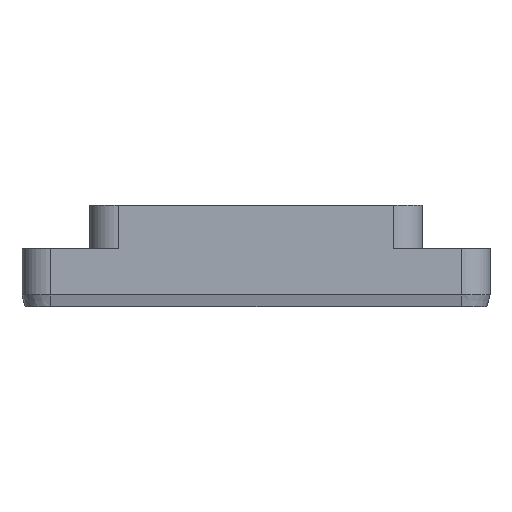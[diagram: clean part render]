
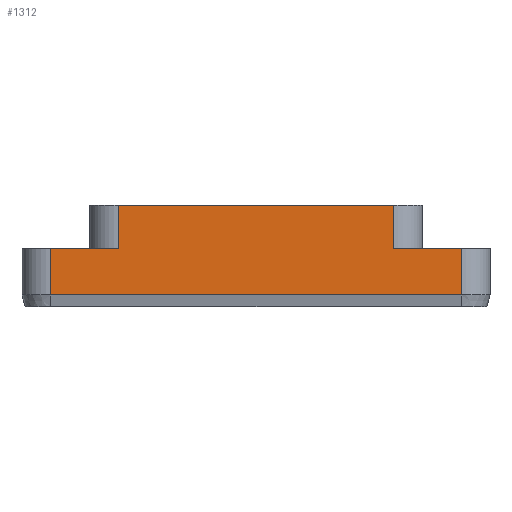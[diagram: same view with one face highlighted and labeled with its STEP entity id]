
A CAD part, left-side view. The second image highlights one B-rep face of the part: STEP entity #1312.
In plain terms, the highlighted planar face has unit normal (-1, 0, 0).
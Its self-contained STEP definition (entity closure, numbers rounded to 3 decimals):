
#32 = VECTOR ( 'NONE', #1451, 1000. ) ;
#36 = CARTESIAN_POINT ( 'NONE',  ( -12.651, 9.441, 3. ) ) ;
#301 = LINE ( 'NONE', #1504, #32 ) ;
#302 = LINE ( 'NONE', #839, #2446 ) ;
#542 = EDGE_CURVE ( 'NONE', #800, #836, #301, .T. ) ;
#582 = CARTESIAN_POINT ( 'NONE',  ( -12.651, -14.281, 0. ) ) ;
#654 = EDGE_CURVE ( 'NONE', #963, #1625, #2491, .T. ) ;
#655 = EDGE_CURVE ( 'NONE', #1625, #818, #2458, .T. ) ;
#659 = EDGE_CURVE ( 'NONE', #836, #773, #302, .T. ) ;
#662 = EDGE_CURVE ( 'NONE', #773, #1822, #2484, .T. ) ;
#683 = VERTEX_POINT ( 'NONE', #582 ) ;
#773 = VERTEX_POINT ( 'NONE', #36 ) ;
#793 = EDGE_CURVE ( 'NONE', #683, #800, #2144, .T. ) ;
#797 = DIRECTION ( 'NONE',  ( 0., 0., -1. ) ) ;
#800 = VERTEX_POINT ( 'NONE', #2084 ) ;
#808 = DIRECTION ( 'NONE',  ( 0., 1., 0. ) ) ;
#812 = DIRECTION ( 'NONE',  ( 0., -1., 0. ) ) ;
#814 = EDGE_CURVE ( 'NONE', #818, #683, #2138, .T. ) ;
#818 = VERTEX_POINT ( 'NONE', #1784 ) ;
#824 = CARTESIAN_POINT ( 'NONE',  ( -12.651, -14.281, -3.2 ) ) ;
#835 = DIRECTION ( 'NONE',  ( 0., 0., -1. ) ) ;
#836 = VERTEX_POINT ( 'NONE', #1660 ) ;
#839 = CARTESIAN_POINT ( 'NONE',  ( -12.651, 0., 3. ) ) ;
#860 = CARTESIAN_POINT ( 'NONE',  ( -12.651, 9.441, 0. ) ) ;
#928 = DIRECTION ( 'NONE',  ( 0., 0., 1. ) ) ;
#930 = DIRECTION ( 'NONE',  ( -1., 0., 0. ) ) ;
#935 = DIRECTION ( 'NONE',  ( 0., 1., 0. ) ) ;
#939 = CARTESIAN_POINT ( 'NONE',  ( -12.651, 0., 0. ) ) ;
#942 = PLANE ( 'NONE',  #2283 ) ;
#947 = CARTESIAN_POINT ( 'NONE',  ( -12.651, 14.119, 3. ) ) ;
#960 = CARTESIAN_POINT ( 'NONE',  ( -12.651, 0., 3. ) ) ;
#963 = VERTEX_POINT ( 'NONE', #2124 ) ;
#1309 = EDGE_CURVE ( 'NONE', #1822, #963, #1555, .T. ) ;
#1312 = ADVANCED_FACE ( 'NONE', ( #1528 ), #942, .T. ) ;
#1383 = ORIENTED_EDGE ( 'NONE', *, *, #654, .T. ) ;
#1389 = ORIENTED_EDGE ( 'NONE', *, *, #655, .T. ) ;
#1390 = ORIENTED_EDGE ( 'NONE', *, *, #814, .T. ) ;
#1395 = ORIENTED_EDGE ( 'NONE', *, *, #793, .T. ) ;
#1400 = ORIENTED_EDGE ( 'NONE', *, *, #542, .T. ) ;
#1419 = ORIENTED_EDGE ( 'NONE', *, *, #659, .T. ) ;
#1421 = ORIENTED_EDGE ( 'NONE', *, *, #662, .T. ) ;
#1423 = ORIENTED_EDGE ( 'NONE', *, *, #1309, .T. ) ;
#1451 = DIRECTION ( 'NONE',  ( 0., 0., 1. ) ) ;
#1504 = CARTESIAN_POINT ( 'NONE',  ( -12.651, -9.604, 3. ) ) ;
#1528 = FACE_OUTER_BOUND ( 'NONE', #1730, .T. ) ;
#1533 = VECTOR ( 'NONE', #935, 1000. ) ;
#1555 = LINE ( 'NONE', #939, #1533 ) ;
#1625 = VERTEX_POINT ( 'NONE', #2288 ) ;
#1660 = CARTESIAN_POINT ( 'NONE',  ( -12.651, -9.604, 3. ) ) ;
#1730 = EDGE_LOOP ( 'NONE', ( #1383, #1389, #1390, #1395, #1400, #1419, #1421, #1423 ) ) ;
#1784 = CARTESIAN_POINT ( 'NONE',  ( -12.651, -14.281, -3.2 ) ) ;
#1822 = VERTEX_POINT ( 'NONE', #2228 ) ;
#1885 = DIRECTION ( 'NONE',  ( 0., 0., 1. ) ) ;
#2084 = CARTESIAN_POINT ( 'NONE',  ( -12.651, -9.604, 0. ) ) ;
#2102 = VECTOR ( 'NONE', #1885, 1000. ) ;
#2124 = CARTESIAN_POINT ( 'NONE',  ( -12.651, 14.119, 0. ) ) ;
#2138 = LINE ( 'NONE', #2225, #2102 ) ;
#2142 = VECTOR ( 'NONE', #2386, 1000. ) ;
#2144 = LINE ( 'NONE', #2335, #2142 ) ;
#2225 = CARTESIAN_POINT ( 'NONE',  ( -12.651, -14.281, 0. ) ) ;
#2228 = CARTESIAN_POINT ( 'NONE',  ( -12.651, 9.441, 0. ) ) ;
#2283 = AXIS2_PLACEMENT_3D ( 'NONE', #960, #930, #928 ) ;
#2288 = CARTESIAN_POINT ( 'NONE',  ( -12.651, 14.119, -3.2 ) ) ;
#2335 = CARTESIAN_POINT ( 'NONE',  ( -12.651, 0., 0. ) ) ;
#2386 = DIRECTION ( 'NONE',  ( 0., 1., 0. ) ) ;
#2440 = VECTOR ( 'NONE', #797, 1000. ) ;
#2446 = VECTOR ( 'NONE', #808, 1000. ) ;
#2455 = VECTOR ( 'NONE', #812, 1000. ) ;
#2458 = LINE ( 'NONE', #824, #2455 ) ;
#2484 = LINE ( 'NONE', #860, #2440 ) ;
#2491 = LINE ( 'NONE', #947, #2517 ) ;
#2517 = VECTOR ( 'NONE', #835, 1000. ) ;
